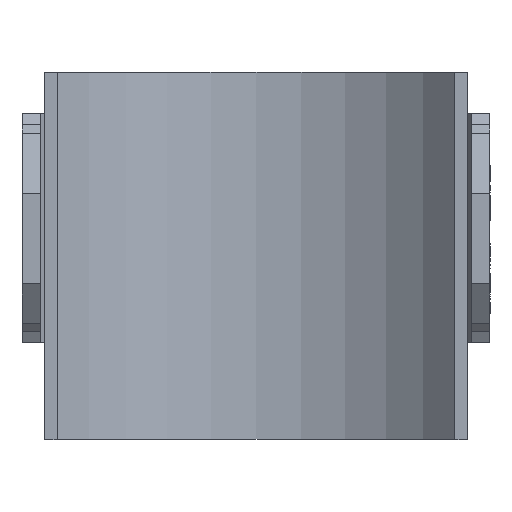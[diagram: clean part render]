
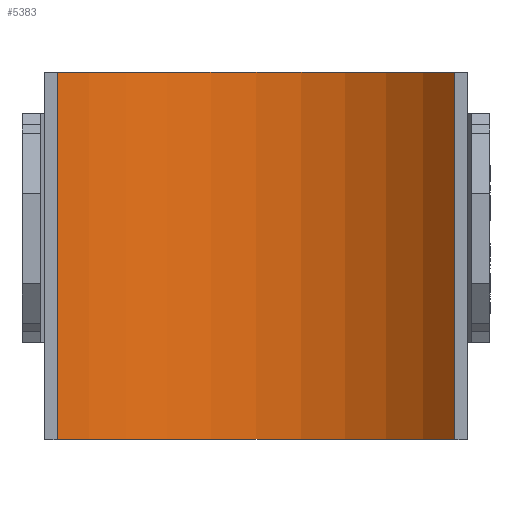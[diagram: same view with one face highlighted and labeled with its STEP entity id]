
A CAD part, front view. The second image highlights one B-rep face of the part: STEP entity #5383.
In plain terms, the highlighted cylindrical face has radius 28.5 mm (diameter 57 mm), a partial arc.
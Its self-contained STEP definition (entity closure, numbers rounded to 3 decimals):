
#121 = EDGE_LOOP ( 'NONE', ( #1539, #948, #10664, #5575 ) ) ;
#336 = FACE_OUTER_BOUND ( 'NONE', #121, .T. ) ;
#381 = VERTEX_POINT ( 'NONE', #7405 ) ;
#450 = DIRECTION ( 'NONE',  ( 0., 0., -1. ) ) ;
#948 = ORIENTED_EDGE ( 'NONE', *, *, #2202, .T. ) ;
#1256 = DIRECTION ( 'NONE',  ( 1., 0., 0. ) ) ;
#1371 = DIRECTION ( 'NONE',  ( 1., 0., 0. ) ) ;
#1539 = ORIENTED_EDGE ( 'NONE', *, *, #5196, .F. ) ;
#2202 = EDGE_CURVE ( 'NONE', #7082, #5477, #7128, .T. ) ;
#2703 = CARTESIAN_POINT ( 'NONE',  ( -21.679, -10., -20. ) ) ;
#2723 = VERTEX_POINT ( 'NONE', #10318 ) ;
#3863 = VECTOR ( 'NONE', #9253, 1000. ) ;
#3992 = AXIS2_PLACEMENT_3D ( 'NONE', #9418, #10224, #1256 ) ;
#4226 = EDGE_CURVE ( 'NONE', #2723, #5477, #4364, .T. ) ;
#4299 = LINE ( 'NONE', #8263, #3863 ) ;
#4364 = LINE ( 'NONE', #7754, #4388 ) ;
#4388 = VECTOR ( 'NONE', #7592, 1000. ) ;
#5196 = EDGE_CURVE ( 'NONE', #7082, #381, #4299, .T. ) ;
#5383 = ADVANCED_FACE ( 'NONE', ( #336 ), #9556, .F. ) ;
#5477 = VERTEX_POINT ( 'NONE', #10050 ) ;
#5518 = DIRECTION ( 'NONE',  ( 0., 0., -1. ) ) ;
#5575 = ORIENTED_EDGE ( 'NONE', *, *, #9775, .F. ) ;
#6676 = AXIS2_PLACEMENT_3D ( 'NONE', #9657, #5518, #1371 ) ;
#6964 = DIRECTION ( 'NONE',  ( -1., 0., 0. ) ) ;
#7082 = VERTEX_POINT ( 'NONE', #2703 ) ;
#7128 = CIRCLE ( 'NONE', #3992, 28.5 ) ;
#7405 = CARTESIAN_POINT ( 'NONE',  ( -21.679, -10., 20. ) ) ;
#7592 = DIRECTION ( 'NONE',  ( 0., 0., -1. ) ) ;
#7754 = CARTESIAN_POINT ( 'NONE',  ( 21.679, -10., 20. ) ) ;
#8263 = CARTESIAN_POINT ( 'NONE',  ( -21.679, -10., 20. ) ) ;
#9253 = DIRECTION ( 'NONE',  ( 0., 0., 1. ) ) ;
#9418 = CARTESIAN_POINT ( 'NONE',  ( 0., -28.5, -20. ) ) ;
#9529 = AXIS2_PLACEMENT_3D ( 'NONE', #10257, #450, #6964 ) ;
#9556 = CYLINDRICAL_SURFACE ( 'NONE', #9529, 28.5 ) ;
#9657 = CARTESIAN_POINT ( 'NONE',  ( 0., -28.5, 20. ) ) ;
#9775 = EDGE_CURVE ( 'NONE', #381, #2723, #10321, .T. ) ;
#10050 = CARTESIAN_POINT ( 'NONE',  ( 21.679, -10., -20. ) ) ;
#10224 = DIRECTION ( 'NONE',  ( 0., 0., -1. ) ) ;
#10257 = CARTESIAN_POINT ( 'NONE',  ( 0., -28.5, 20. ) ) ;
#10318 = CARTESIAN_POINT ( 'NONE',  ( 21.679, -10., 20. ) ) ;
#10321 = CIRCLE ( 'NONE', #6676, 28.5 ) ;
#10664 = ORIENTED_EDGE ( 'NONE', *, *, #4226, .F. ) ;
